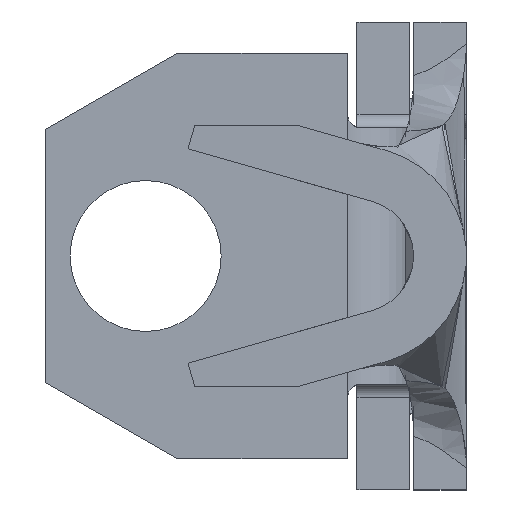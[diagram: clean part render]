
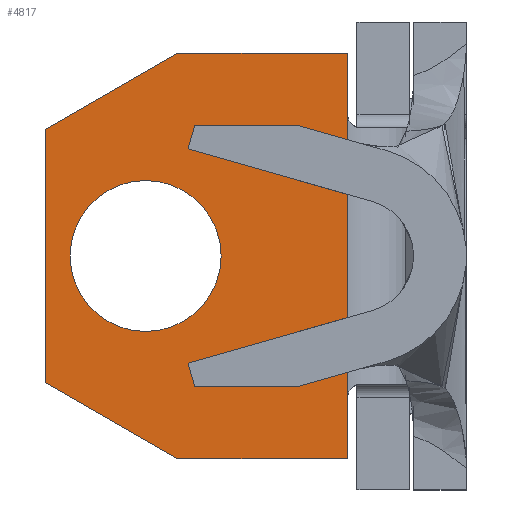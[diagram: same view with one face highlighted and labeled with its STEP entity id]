
A CAD part, left-side view. The second image highlights one B-rep face of the part: STEP entity #4817.
In plain terms, the highlighted planar face has unit normal (-1, 0, 0).
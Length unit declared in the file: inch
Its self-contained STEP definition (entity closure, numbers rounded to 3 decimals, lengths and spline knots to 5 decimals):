
#34 = ORIENTED_EDGE ( 'NONE', *, *, #4839, .T. ) ;
#79 = DIRECTION ( 'NONE',  ( 0., 0., -1. ) ) ;
#80 = VERTEX_POINT ( 'NONE', #3378 ) ;
#102 = ORIENTED_EDGE ( 'NONE', *, *, #1597, .T. ) ;
#132 = ORIENTED_EDGE ( 'NONE', *, *, #3119, .T. ) ;
#187 = CARTESIAN_POINT ( 'NONE',  ( -0.821, 0.034, 0.075 ) ) ;
#289 = CARTESIAN_POINT ( 'NONE',  ( -0.821, 0.034, 0.1075 ) ) ;
#336 = LINE ( 'NONE', #1721, #4529 ) ;
#513 = CARTESIAN_POINT ( 'NONE',  ( -0.821, 0.101, 0. ) ) ;
#559 = DIRECTION ( 'NONE',  ( 0., -1., 0. ) ) ;
#570 = VERTEX_POINT ( 'NONE', #289 ) ;
#669 = ORIENTED_EDGE ( 'NONE', *, *, #857, .T. ) ;
#857 = EDGE_CURVE ( 'NONE', #4870, #2292, #1632, .T. ) ;
#861 = CARTESIAN_POINT ( 'NONE',  ( -0.821, 0.181, 0. ) ) ;
#963 = VERTEX_POINT ( 'NONE', #1077 ) ;
#1031 = DIRECTION ( 'NONE',  ( 0., 0., 1. ) ) ;
#1035 = ORIENTED_EDGE ( 'NONE', *, *, #1554, .T. ) ;
#1050 = VECTOR ( 'NONE', #3440, 39.37008 ) ;
#1077 = CARTESIAN_POINT ( 'NONE',  ( -0.821, 0.124, -0.1075 ) ) ;
#1203 = CARTESIAN_POINT ( 'NONE',  ( -0.821, 0.034, -0.075 ) ) ;
#1305 = CARTESIAN_POINT ( 'NONE',  ( -0.821, 0.141, 0. ) ) ;
#1333 = CARTESIAN_POINT ( 'NONE',  ( -0.821, 0.001, 0.1075 ) ) ;
#1348 = CARTESIAN_POINT ( 'NONE',  ( -0.821, 0.029, -0.1075 ) ) ;
#1458 = CARTESIAN_POINT ( 'NONE',  ( -0.821, 0.029, 0.1075 ) ) ;
#1554 = EDGE_CURVE ( 'NONE', #2406, #4016, #4787, .T. ) ;
#1597 = EDGE_CURVE ( 'NONE', #2292, #80, #336, .T. ) ;
#1632 = LINE ( 'NONE', #1839, #2579 ) ;
#1651 = AXIS2_PLACEMENT_3D ( 'NONE', #1333, #4999, #2564 ) ;
#1698 = CARTESIAN_POINT ( 'NONE',  ( -0.821, 0.141, 0. ) ) ;
#1721 = CARTESIAN_POINT ( 'NONE',  ( -0.821, 0.194, 0.1075 ) ) ;
#1732 = DIRECTION ( 'NONE',  ( 0., 1., 0. ) ) ;
#1780 = VECTOR ( 'NONE', #4700, 39.37008 ) ;
#1811 = LINE ( 'NONE', #2002, #5162 ) ;
#1839 = CARTESIAN_POINT ( 'NONE',  ( -0.821, 0.194, 0.06709 ) ) ;
#1856 = ORIENTED_EDGE ( 'NONE', *, *, #2572, .T. ) ;
#1973 = VECTOR ( 'NONE', #559, 39.37008 ) ;
#1992 = EDGE_CURVE ( 'NONE', #2074, #2335, #1811, .T. ) ;
#2002 = CARTESIAN_POINT ( 'NONE',  ( -0.821, 0.034, 0.1075 ) ) ;
#2074 = VERTEX_POINT ( 'NONE', #4485 ) ;
#2115 = DIRECTION ( 'NONE',  ( 0., 1., 0. ) ) ;
#2163 = LINE ( 'NONE', #4646, #1050 ) ;
#2180 = PLANE ( 'NONE',  #1651 ) ;
#2231 = FACE_OUTER_BOUND ( 'NONE', #4889, .T. ) ;
#2251 = DIRECTION ( 'NONE',  ( 0., 0.866, -0.5 ) ) ;
#2292 = VERTEX_POINT ( 'NONE', #5236 ) ;
#2335 = VERTEX_POINT ( 'NONE', #1203 ) ;
#2406 = VERTEX_POINT ( 'NONE', #861 ) ;
#2491 = ORIENTED_EDGE ( 'NONE', *, *, #1992, .T. ) ;
#2494 = EDGE_LOOP ( 'NONE', ( #1035, #5180 ) ) ;
#2564 = DIRECTION ( 'NONE',  ( 0., 0., -1. ) ) ;
#2570 = VERTEX_POINT ( 'NONE', #187 ) ;
#2572 = EDGE_CURVE ( 'NONE', #80, #963, #2163, .T. ) ;
#2579 = VECTOR ( 'NONE', #2251, 39.37008 ) ;
#2672 = EDGE_CURVE ( 'NONE', #570, #4870, #2834, .T. ) ;
#2681 = EDGE_CURVE ( 'NONE', #2335, #2570, #2963, .T. ) ;
#2705 = VECTOR ( 'NONE', #4608, 39.37008 ) ;
#2712 = VECTOR ( 'NONE', #1031, 39.37008 ) ;
#2834 = LINE ( 'NONE', #1458, #1780 ) ;
#2963 = LINE ( 'NONE', #4307, #2712 ) ;
#2981 = ORIENTED_EDGE ( 'NONE', *, *, #2681, .T. ) ;
#3119 = EDGE_CURVE ( 'NONE', #2570, #570, #3795, .T. ) ;
#3121 = AXIS2_PLACEMENT_3D ( 'NONE', #1698, #4523, #2115 ) ;
#3277 = FACE_BOUND ( 'NONE', #2494, .T. ) ;
#3378 = CARTESIAN_POINT ( 'NONE',  ( -0.821, 0.194, -0.06709 ) ) ;
#3379 = CARTESIAN_POINT ( 'NONE',  ( -0.821, 0.034, 0.1075 ) ) ;
#3440 = DIRECTION ( 'NONE',  ( 0., -0.866, -0.5 ) ) ;
#3795 = LINE ( 'NONE', #3379, #2705 ) ;
#4016 = VERTEX_POINT ( 'NONE', #513 ) ;
#4105 = ORIENTED_EDGE ( 'NONE', *, *, #2672, .T. ) ;
#4107 = EDGE_CURVE ( 'NONE', #4016, #2406, #4438, .T. ) ;
#4162 = AXIS2_PLACEMENT_3D ( 'NONE', #1305, #4165, #1732 ) ;
#4165 = DIRECTION ( 'NONE',  ( 1., 0., 0. ) ) ;
#4307 = CARTESIAN_POINT ( 'NONE',  ( -0.821, 0.034, 0.1075 ) ) ;
#4438 = CIRCLE ( 'NONE', #4162, 0.04 ) ;
#4485 = CARTESIAN_POINT ( 'NONE',  ( -0.821, 0.034, -0.1075 ) ) ;
#4523 = DIRECTION ( 'NONE',  ( 1., 0., 0. ) ) ;
#4529 = VECTOR ( 'NONE', #79, 39.37008 ) ;
#4608 = DIRECTION ( 'NONE',  ( 0., 0., 1. ) ) ;
#4635 = CARTESIAN_POINT ( 'NONE',  ( -0.821, 0.124, 0.1075 ) ) ;
#4646 = CARTESIAN_POINT ( 'NONE',  ( -0.821, 0.194, -0.06709 ) ) ;
#4700 = DIRECTION ( 'NONE',  ( 0., 1., 0. ) ) ;
#4787 = CIRCLE ( 'NONE', #3121, 0.04 ) ;
#4817 = ADVANCED_FACE ( 'NONE', ( #3277, #2231 ), #2180, .F. ) ;
#4827 = DIRECTION ( 'NONE',  ( 0., 0., 1. ) ) ;
#4839 = EDGE_CURVE ( 'NONE', #963, #2074, #5189, .T. ) ;
#4870 = VERTEX_POINT ( 'NONE', #4635 ) ;
#4889 = EDGE_LOOP ( 'NONE', ( #34, #2491, #2981, #132, #4105, #669, #102, #1856 ) ) ;
#4999 = DIRECTION ( 'NONE',  ( 1., 0., 0. ) ) ;
#5162 = VECTOR ( 'NONE', #4827, 39.37008 ) ;
#5180 = ORIENTED_EDGE ( 'NONE', *, *, #4107, .T. ) ;
#5189 = LINE ( 'NONE', #1348, #1973 ) ;
#5236 = CARTESIAN_POINT ( 'NONE',  ( -0.821, 0.194, 0.06709 ) ) ;
